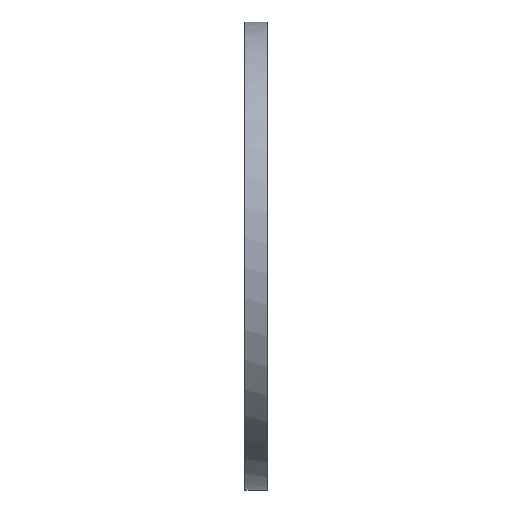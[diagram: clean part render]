
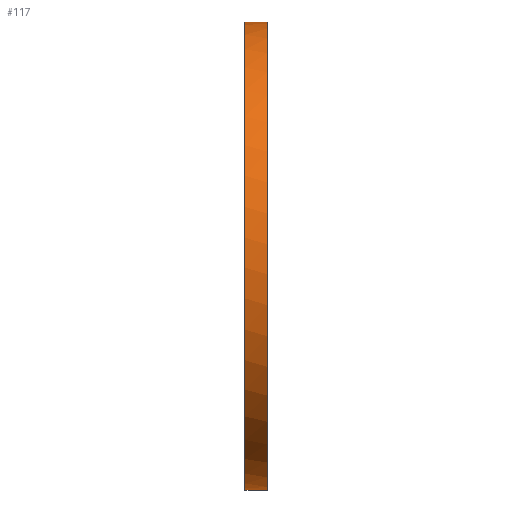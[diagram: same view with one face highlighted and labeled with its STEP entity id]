
A CAD part, left-side view. The second image highlights one B-rep face of the part: STEP entity #117.
In plain terms, the highlighted free-form (B-spline) face has degree [2, 1] with [5, 2] control points.
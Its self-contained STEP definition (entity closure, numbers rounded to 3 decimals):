
#117 = ADVANCED_FACE('',(#118),#154,.T.);
#118 = FACE_BOUND('',#119,.T.);
#119 = EDGE_LOOP('',(#120,#132,#139,#149));
#120 = ORIENTED_EDGE('',*,*,#121,.F.);
#121 = EDGE_CURVE('',#122,#124,#126,.T.);
#122 = VERTEX_POINT('',#123);
#123 = CARTESIAN_POINT('',(0.,0.,
    -416.697));
#124 = VERTEX_POINT('',#125);
#125 = CARTESIAN_POINT('',(0.,0.,
    416.697));
#126 = ( BOUNDED_CURVE() B_SPLINE_CURVE(2,(#127,#128,#129,#130,#131),
.UNSPECIFIED.,.F.,.F.) B_SPLINE_CURVE_WITH_KNOTS((3,2,3),(0.,
1.571,3.142),.PIECEWISE_BEZIER_KNOTS.) CURVE() 
GEOMETRIC_REPRESENTATION_ITEM() RATIONAL_B_SPLINE_CURVE((1.,
0.707,1.,0.707,1.)) REPRESENTATION_ITEM('') );
#127 = CARTESIAN_POINT('',(0.,0.,
    -416.697));
#128 = CARTESIAN_POINT('',(-416.697,0.,
    -416.697));
#129 = CARTESIAN_POINT('',(-416.697,0.,
    0.));
#130 = CARTESIAN_POINT('',(-416.697,0.,
    416.697));
#131 = CARTESIAN_POINT('',(0.,0.,
    416.697));
#132 = ORIENTED_EDGE('',*,*,#133,.F.);
#133 = EDGE_CURVE('',#134,#122,#136,.T.);
#134 = VERTEX_POINT('',#135);
#135 = CARTESIAN_POINT('',(0.,39.906,
    -416.697));
#136 = B_SPLINE_CURVE_WITH_KNOTS('',1,(#137,#138),.UNSPECIFIED.,.F.,.F.,
  (2,2),(0.,34.5),.PIECEWISE_BEZIER_KNOTS.);
#137 = CARTESIAN_POINT('',(0.,39.906,-416.697));
#138 = CARTESIAN_POINT('',(0.,0.,-416.697));
#139 = ORIENTED_EDGE('',*,*,#140,.F.);
#140 = EDGE_CURVE('',#141,#134,#143,.T.);
#141 = VERTEX_POINT('',#142);
#142 = CARTESIAN_POINT('',(0.,39.906,
    416.697));
#143 = ( BOUNDED_CURVE() B_SPLINE_CURVE(2,(#144,#145,#146,#147,#148),
.UNSPECIFIED.,.F.,.F.) B_SPLINE_CURVE_WITH_KNOTS((3,2,3),(
    0.,1.571,3.142),
.PIECEWISE_BEZIER_KNOTS.) CURVE() GEOMETRIC_REPRESENTATION_ITEM() 
RATIONAL_B_SPLINE_CURVE((1.,0.707,1.,0.707,1.)) 
REPRESENTATION_ITEM('') );
#144 = CARTESIAN_POINT('',(0.,39.906,
    416.697));
#145 = CARTESIAN_POINT('',(-416.697,39.906,
    416.697));
#146 = CARTESIAN_POINT('',(-416.697,39.906,
    0.));
#147 = CARTESIAN_POINT('',(-416.697,39.906,
    -416.697));
#148 = CARTESIAN_POINT('',(0.,39.906,
    -416.697));
#149 = ORIENTED_EDGE('',*,*,#150,.F.);
#150 = EDGE_CURVE('',#124,#141,#151,.T.);
#151 = B_SPLINE_CURVE_WITH_KNOTS('',1,(#152,#153),.UNSPECIFIED.,.F.,.F.,
  (2,2),(0.,34.5),.PIECEWISE_BEZIER_KNOTS.);
#152 = CARTESIAN_POINT('',(0.,0.,416.697));
#153 = CARTESIAN_POINT('',(0.,39.906,416.697));
#154 = ( BOUNDED_SURFACE() B_SPLINE_SURFACE(2,1,(
    (#155,#156)
    ,(#157,#158)
    ,(#159,#160)
    ,(#161,#162)
,(#163,#164
    )),.UNSPECIFIED.,.F.,.F.,.F.) B_SPLINE_SURFACE_WITH_KNOTS((3,2,3),(2
    ,2),(0.,1.571,3.142),(0.,34.5),
.PIECEWISE_BEZIER_KNOTS.) GEOMETRIC_REPRESENTATION_ITEM() 
RATIONAL_B_SPLINE_SURFACE((
    (1.,1.)
    ,(0.707,0.707)
    ,(1.,1.)
    ,(0.707,0.707)
,(1.,1.))) REPRESENTATION_ITEM('') SURFACE() );
#155 = CARTESIAN_POINT('',(0.,39.906,
    -416.697));
#156 = CARTESIAN_POINT('',(0.,0.,
    -416.697));
#157 = CARTESIAN_POINT('',(-416.697,39.906,
    -416.697));
#158 = CARTESIAN_POINT('',(-416.697,0.,
    -416.697));
#159 = CARTESIAN_POINT('',(-416.697,39.906,
    0.));
#160 = CARTESIAN_POINT('',(-416.697,0.,
    0.));
#161 = CARTESIAN_POINT('',(-416.697,39.906,
    416.697));
#162 = CARTESIAN_POINT('',(-416.697,0.,
    416.697));
#163 = CARTESIAN_POINT('',(0.,39.906,
    416.697));
#164 = CARTESIAN_POINT('',(0.,0.,
    416.697));
